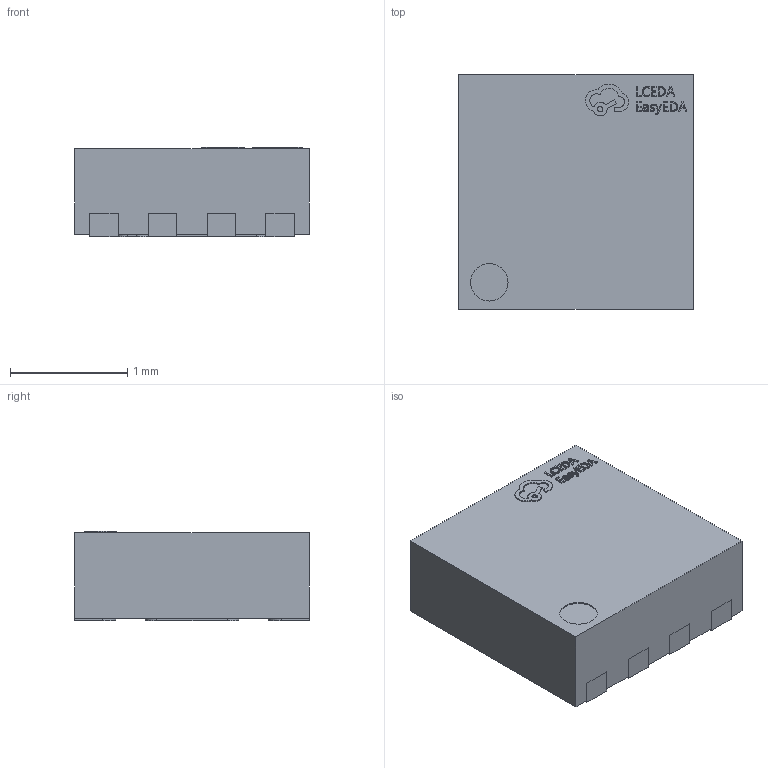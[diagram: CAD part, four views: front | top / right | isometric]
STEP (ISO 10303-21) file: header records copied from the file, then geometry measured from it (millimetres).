
FILE_DESCRIPTION (( 'STEP AP214' ), '1' );
FILE_NAME ('DFN-8_L2.0-W2.0-P0.50-BL-EP_TMI8837.step', '2022-06-30T13:24:43', ( '' ), ( '' ), 'SwSTEP 2.0', 'SolidWorks 2020', '' );
FILE_SCHEMA (( 'AUTOMOTIVE_DESIGN' ));
Length unit declared in the file: millimetre
Products named in the file (1): DFN-8_L2.0-W2.0-P0.50-BL-EP_TMI8837
Bounding box: 2 x 2 x 0.76 mm (x, y, z)
Volume: 3 mm3; surface area: 21.4 mm2
Topology: 10 solids, 10 shells, 427 faces, 1137 edges, 758 vertices
Faces by surface type: plane 271, bspline 112, cylinder 44
Entity records: 18554 total; most frequent: CARTESIAN_POINT 4427, ORIENTED_EDGE 2274, DIRECTION 1629, EDGE_CURVE 1137, LINE 821, VECTOR 821, VERTEX_POINT 758, EDGE_LOOP 455
